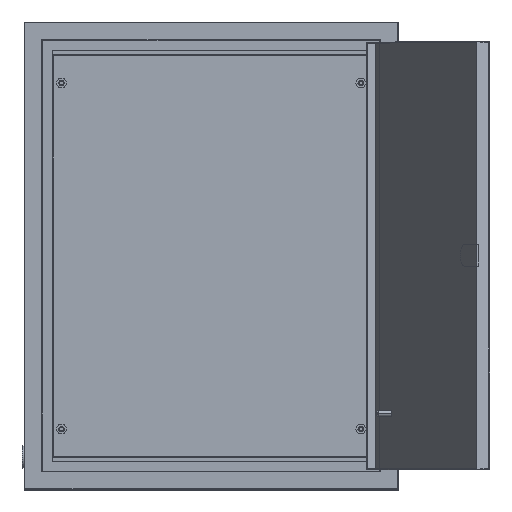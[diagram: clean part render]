
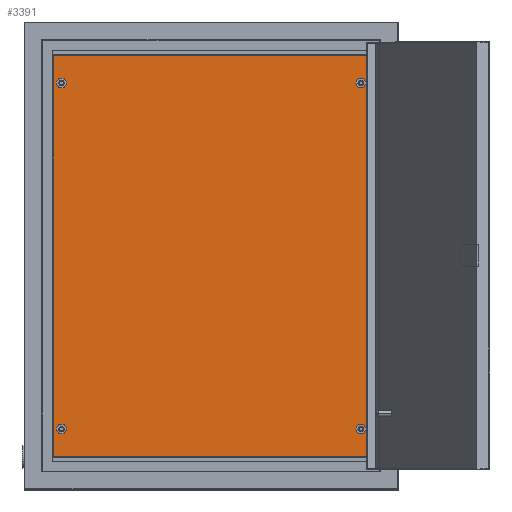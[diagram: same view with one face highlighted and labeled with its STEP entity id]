
A CAD part, top view. The second image highlights one B-rep face of the part: STEP entity #3391.
In plain terms, the highlighted planar face has unit normal (0, 0, 1).
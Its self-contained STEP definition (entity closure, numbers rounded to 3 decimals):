
#47 = DIRECTION ( 'NONE',  ( 0., -1., 0. ) ) ;
#73 = VERTEX_POINT ( 'NONE', #254 ) ;
#132 = ORIENTED_EDGE ( 'NONE', *, *, #1452, .F. ) ;
#178 = DIRECTION ( 'NONE',  ( 1., 0., 0. ) ) ;
#193 = FACE_BOUND ( 'NONE', #2200, .T. ) ;
#202 = DIRECTION ( 'NONE',  ( 0., 0., 1. ) ) ;
#209 = EDGE_CURVE ( 'NONE', #2347, #3436, #3225, .T. ) ;
#254 = CARTESIAN_POINT ( 'NONE',  ( 170., -215., 0. ) ) ;
#274 = VERTEX_POINT ( 'NONE', #1522 ) ;
#300 = EDGE_CURVE ( 'NONE', #3212, #2140, #2846, .T. ) ;
#309 = AXIS2_PLACEMENT_3D ( 'NONE', #4416, #1315, #178 ) ;
#325 = CIRCLE ( 'NONE', #401, 4. ) ;
#370 = EDGE_CURVE ( 'NONE', #2140, #73, #2243, .T. ) ;
#399 = DIRECTION ( 'NONE',  ( 0., 1., 0. ) ) ;
#401 = AXIS2_PLACEMENT_3D ( 'NONE', #1885, #2598, #1172 ) ;
#419 = CARTESIAN_POINT ( 'NONE',  ( 156., -185., 0. ) ) ;
#441 = CARTESIAN_POINT ( 'NONE',  ( -156., 185., 0. ) ) ;
#504 = ORIENTED_EDGE ( 'NONE', *, *, #1884, .T. ) ;
#601 = CIRCLE ( 'NONE', #2933, 4. ) ;
#772 = ORIENTED_EDGE ( 'NONE', *, *, #300, .T. ) ;
#915 = DIRECTION ( 'NONE',  ( -1., 0., 0. ) ) ;
#1047 = DIRECTION ( 'NONE',  ( 1., 0., 0. ) ) ;
#1064 = EDGE_CURVE ( 'NONE', #3453, #2123, #3270, .T. ) ;
#1065 = VERTEX_POINT ( 'NONE', #1907 ) ;
#1172 = DIRECTION ( 'NONE',  ( 1., 0., 0. ) ) ;
#1173 = FACE_BOUND ( 'NONE', #3381, .T. ) ;
#1202 = VECTOR ( 'NONE', #3307, 1000. ) ;
#1244 = DIRECTION ( 'NONE',  ( 0., 0., 1. ) ) ;
#1315 = DIRECTION ( 'NONE',  ( 0., 0., 1. ) ) ;
#1350 = CIRCLE ( 'NONE', #2610, 4. ) ;
#1373 = DIRECTION ( 'NONE',  ( 0., 0., 1. ) ) ;
#1406 = ORIENTED_EDGE ( 'NONE', *, *, #4150, .F. ) ;
#1416 = DIRECTION ( 'NONE',  ( -1., 0., 0. ) ) ;
#1424 = EDGE_CURVE ( 'NONE', #2123, #3453, #325, .T. ) ;
#1452 = EDGE_CURVE ( 'NONE', #2754, #3641, #1350, .T. ) ;
#1522 = CARTESIAN_POINT ( 'NONE',  ( 156., 185., 0. ) ) ;
#1534 = CARTESIAN_POINT ( 'NONE',  ( 164., -185., 0. ) ) ;
#1712 = LINE ( 'NONE', #2580, #4124 ) ;
#1737 = CARTESIAN_POINT ( 'NONE',  ( -160., 185., 0. ) ) ;
#1757 = ORIENTED_EDGE ( 'NONE', *, *, #370, .T. ) ;
#1818 = ORIENTED_EDGE ( 'NONE', *, *, #1064, .F. ) ;
#1828 = FACE_BOUND ( 'NONE', #3205, .T. ) ;
#1842 = CARTESIAN_POINT ( 'NONE',  ( -170., 215., 0. ) ) ;
#1865 = DIRECTION ( 'NONE',  ( -1., 0., 0. ) ) ;
#1884 = EDGE_CURVE ( 'NONE', #4501, #3212, #3314, .T. ) ;
#1885 = CARTESIAN_POINT ( 'NONE',  ( 160., -185., 0. ) ) ;
#1907 = CARTESIAN_POINT ( 'NONE',  ( 164., 185., 0. ) ) ;
#1926 = CARTESIAN_POINT ( 'NONE',  ( 160., 185., 0. ) ) ;
#1937 = ORIENTED_EDGE ( 'NONE', *, *, #3175, .F. ) ;
#1989 = DIRECTION ( 'NONE',  ( -1., 0., 0. ) ) ;
#2123 = VERTEX_POINT ( 'NONE', #419 ) ;
#2140 = VERTEX_POINT ( 'NONE', #4281 ) ;
#2200 = EDGE_LOOP ( 'NONE', ( #1406, #132 ) ) ;
#2243 = LINE ( 'NONE', #2244, #1202 ) ;
#2244 = CARTESIAN_POINT ( 'NONE',  ( -170., -215., 0. ) ) ;
#2346 = AXIS2_PLACEMENT_3D ( 'NONE', #4588, #2498, #1047 ) ;
#2347 = VERTEX_POINT ( 'NONE', #3742 ) ;
#2391 = VECTOR ( 'NONE', #1865, 1000. ) ;
#2432 = CARTESIAN_POINT ( 'NONE',  ( 160., 185., 0. ) ) ;
#2464 = CARTESIAN_POINT ( 'NONE',  ( -170., 215., 0. ) ) ;
#2498 = DIRECTION ( 'NONE',  ( 0., 0., 1. ) ) ;
#2580 = CARTESIAN_POINT ( 'NONE',  ( 170., 215., 0. ) ) ;
#2585 = EDGE_CURVE ( 'NONE', #1065, #274, #2667, .T. ) ;
#2598 = DIRECTION ( 'NONE',  ( 0., 0., 1. ) ) ;
#2610 = AXIS2_PLACEMENT_3D ( 'NONE', #4293, #3968, #4321 ) ;
#2643 = ORIENTED_EDGE ( 'NONE', *, *, #3153, .F. ) ;
#2667 = CIRCLE ( 'NONE', #2703, 4. ) ;
#2703 = AXIS2_PLACEMENT_3D ( 'NONE', #1926, #1244, #915 ) ;
#2754 = VERTEX_POINT ( 'NONE', #3914 ) ;
#2781 = DIRECTION ( 'NONE',  ( 0., 0., 1. ) ) ;
#2846 = LINE ( 'NONE', #1842, #4374 ) ;
#2922 = PLANE ( 'NONE',  #3191 ) ;
#2933 = AXIS2_PLACEMENT_3D ( 'NONE', #1737, #1373, #3849 ) ;
#2975 = FACE_BOUND ( 'NONE', #3561, .T. ) ;
#2989 = AXIS2_PLACEMENT_3D ( 'NONE', #4096, #202, #1989 ) ;
#3030 = CARTESIAN_POINT ( 'NONE',  ( -170., 215., 0. ) ) ;
#3153 = EDGE_CURVE ( 'NONE', #3436, #2347, #601, .T. ) ;
#3172 = AXIS2_PLACEMENT_3D ( 'NONE', #2432, #2781, #1416 ) ;
#3175 = EDGE_CURVE ( 'NONE', #274, #1065, #4398, .T. ) ;
#3191 = AXIS2_PLACEMENT_3D ( 'NONE', #3277, #3289, #3654 ) ;
#3205 = EDGE_LOOP ( 'NONE', ( #1818, #3337 ) ) ;
#3212 = VERTEX_POINT ( 'NONE', #2464 ) ;
#3225 = CIRCLE ( 'NONE', #2346, 4. ) ;
#3259 = CARTESIAN_POINT ( 'NONE',  ( 170., 215., 0. ) ) ;
#3270 = CIRCLE ( 'NONE', #309, 4. ) ;
#3277 = CARTESIAN_POINT ( 'NONE',  ( 0., 0., 0. ) ) ;
#3289 = DIRECTION ( 'NONE',  ( 0., 0., 1. ) ) ;
#3307 = DIRECTION ( 'NONE',  ( 1., 0., 0. ) ) ;
#3314 = LINE ( 'NONE', #3030, #2391 ) ;
#3337 = ORIENTED_EDGE ( 'NONE', *, *, #1424, .F. ) ;
#3343 = ORIENTED_EDGE ( 'NONE', *, *, #2585, .F. ) ;
#3381 = EDGE_LOOP ( 'NONE', ( #3343, #1937 ) ) ;
#3391 = ADVANCED_FACE ( 'NONE', ( #193, #1828, #1173, #2975, #4339 ), #2922, .T. ) ;
#3436 = VERTEX_POINT ( 'NONE', #441 ) ;
#3453 = VERTEX_POINT ( 'NONE', #1534 ) ;
#3561 = EDGE_LOOP ( 'NONE', ( #2643, #3603 ) ) ;
#3603 = ORIENTED_EDGE ( 'NONE', *, *, #209, .F. ) ;
#3641 = VERTEX_POINT ( 'NONE', #4403 ) ;
#3654 = DIRECTION ( 'NONE',  ( 1., 0., 0. ) ) ;
#3742 = CARTESIAN_POINT ( 'NONE',  ( -164., 185., 0. ) ) ;
#3761 = ORIENTED_EDGE ( 'NONE', *, *, #4385, .T. ) ;
#3849 = DIRECTION ( 'NONE',  ( 1., 0., 0. ) ) ;
#3890 = EDGE_LOOP ( 'NONE', ( #772, #1757, #3761, #504 ) ) ;
#3914 = CARTESIAN_POINT ( 'NONE',  ( -164., -185., 0. ) ) ;
#3968 = DIRECTION ( 'NONE',  ( 0., 0., 1. ) ) ;
#4096 = CARTESIAN_POINT ( 'NONE',  ( -160., -185., 0. ) ) ;
#4124 = VECTOR ( 'NONE', #399, 1000. ) ;
#4150 = EDGE_CURVE ( 'NONE', #3641, #2754, #4280, .T. ) ;
#4280 = CIRCLE ( 'NONE', #2989, 4. ) ;
#4281 = CARTESIAN_POINT ( 'NONE',  ( -170., -215., 0. ) ) ;
#4293 = CARTESIAN_POINT ( 'NONE',  ( -160., -185., 0. ) ) ;
#4321 = DIRECTION ( 'NONE',  ( -1., 0., 0. ) ) ;
#4339 = FACE_OUTER_BOUND ( 'NONE', #3890, .T. ) ;
#4374 = VECTOR ( 'NONE', #47, 1000. ) ;
#4385 = EDGE_CURVE ( 'NONE', #73, #4501, #1712, .T. ) ;
#4398 = CIRCLE ( 'NONE', #3172, 4. ) ;
#4403 = CARTESIAN_POINT ( 'NONE',  ( -156., -185., 0. ) ) ;
#4416 = CARTESIAN_POINT ( 'NONE',  ( 160., -185., 0. ) ) ;
#4501 = VERTEX_POINT ( 'NONE', #3259 ) ;
#4588 = CARTESIAN_POINT ( 'NONE',  ( -160., 185., 0. ) ) ;
